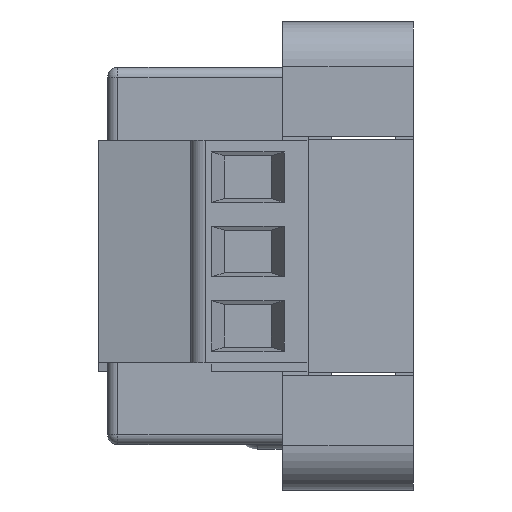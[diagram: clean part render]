
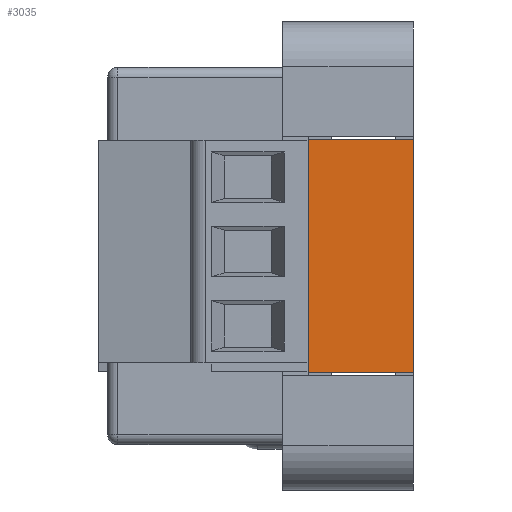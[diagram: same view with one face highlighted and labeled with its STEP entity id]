
A CAD part, left-side view. The second image highlights one B-rep face of the part: STEP entity #3035.
In plain terms, the highlighted planar face has unit normal (-1, 0, 0).
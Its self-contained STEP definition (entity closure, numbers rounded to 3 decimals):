
#49 = LINE ( 'NONE', #949, #1152 ) ;
#242 = AXIS2_PLACEMENT_3D ( 'NONE', #1191, #2930, #5258 ) ;
#412 = VECTOR ( 'NONE', #7267, 1000. ) ;
#949 = CARTESIAN_POINT ( 'NONE',  ( -42.378, 1.2, -17.541 ) ) ;
#1079 = VERTEX_POINT ( 'NONE', #3260 ) ;
#1152 = VECTOR ( 'NONE', #6736, 1000. ) ;
#1165 = EDGE_CURVE ( 'NONE', #1570, #3602, #1936, .T. ) ;
#1191 = CARTESIAN_POINT ( 'NONE',  ( -42.378, 1.2, -17.541 ) ) ;
#1510 = CARTESIAN_POINT ( 'NONE',  ( -42.378, 1.2, -1.841 ) ) ;
#1570 = VERTEX_POINT ( 'NONE', #7330 ) ;
#1936 = LINE ( 'NONE', #4663, #4931 ) ;
#2109 = CARTESIAN_POINT ( 'NONE',  ( -42.378, 7.1, -17.541 ) ) ;
#2110 = EDGE_LOOP ( 'NONE', ( #4698, #7027, #4375, #4126 ) ) ;
#2216 = EDGE_CURVE ( 'NONE', #1079, #3602, #4505, .T. ) ;
#2225 = DIRECTION ( 'NONE',  ( 0., 0., 1. ) ) ;
#2930 = DIRECTION ( 'NONE',  ( 1., 0., 0. ) ) ;
#2957 = PLANE ( 'NONE',  #242 ) ;
#3035 = ADVANCED_FACE ( 'NONE', ( #5701 ), #2957, .F. ) ;
#3260 = CARTESIAN_POINT ( 'NONE',  ( -42.378, 7.1, -1.841 ) ) ;
#3602 = VERTEX_POINT ( 'NONE', #4320 ) ;
#3941 = EDGE_CURVE ( 'NONE', #4623, #1079, #6248, .T. ) ;
#3955 = DIRECTION ( 'NONE',  ( 0., 0., 1. ) ) ;
#3995 = VECTOR ( 'NONE', #2225, 1000. ) ;
#4126 = ORIENTED_EDGE ( 'NONE', *, *, #5728, .T. ) ;
#4320 = CARTESIAN_POINT ( 'NONE',  ( -42.378, 0., -1.841 ) ) ;
#4375 = ORIENTED_EDGE ( 'NONE', *, *, #3941, .F. ) ;
#4505 = LINE ( 'NONE', #1510, #412 ) ;
#4623 = VERTEX_POINT ( 'NONE', #2109 ) ;
#4663 = CARTESIAN_POINT ( 'NONE',  ( -42.378, 0., -17.541 ) ) ;
#4698 = ORIENTED_EDGE ( 'NONE', *, *, #1165, .T. ) ;
#4931 = VECTOR ( 'NONE', #3955, 1000. ) ;
#5258 = DIRECTION ( 'NONE',  ( 0., 0., -1. ) ) ;
#5701 = FACE_OUTER_BOUND ( 'NONE', #2110, .T. ) ;
#5728 = EDGE_CURVE ( 'NONE', #4623, #1570, #49, .T. ) ;
#6248 = LINE ( 'NONE', #6280, #3995 ) ;
#6280 = CARTESIAN_POINT ( 'NONE',  ( -42.378, 7.1, -17.541 ) ) ;
#6736 = DIRECTION ( 'NONE',  ( 0., -1., 0. ) ) ;
#7027 = ORIENTED_EDGE ( 'NONE', *, *, #2216, .F. ) ;
#7267 = DIRECTION ( 'NONE',  ( 0., -1., 0. ) ) ;
#7330 = CARTESIAN_POINT ( 'NONE',  ( -42.378, 0., -17.541 ) ) ;
